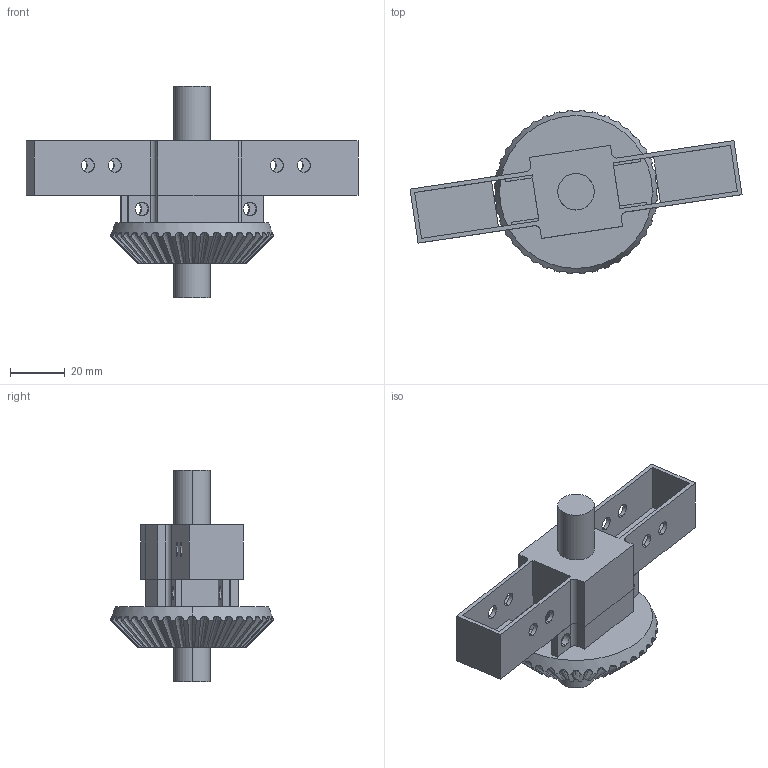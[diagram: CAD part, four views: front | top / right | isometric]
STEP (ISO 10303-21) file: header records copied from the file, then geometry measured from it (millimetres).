
FILE_DESCRIPTION (( 'STEP AP203' ), '1' );
FILE_NAME ('gripper_base_Predeterminado_sldprt.STEP', '2021-11-03T21:38:14', ( '' ), ( '' ), 'SwSTEP 2.0', 'SolidWorks 2021', '' );
FILE_SCHEMA (( 'CONFIG_CONTROL_DESIGN' ));
Length unit declared in the file: millimetre
Products named in the file (1): gripper_base_Predeterminado_sldprt
Bounding box: 121.64 x 59.92 x 77.5 mm (x, y, z)
Volume: 71942.7 mm3; surface area: 29783.3 mm2
Topology: 3 solids, 3 shells, 214 faces, 616 edges, 410 vertices
Faces by surface type: bspline 80, plane 52, cone 42, cylinder 40
Entity records: 9707 total; most frequent: CARTESIAN_POINT 4705, ORIENTED_EDGE 1232, DIRECTION 768, EDGE_CURVE 616, VERTEX_POINT 410, AXIS2_PLACEMENT_3D 297, EDGE_LOOP 248, B_SPLINE_CURVE_WITH_KNOTS 240
